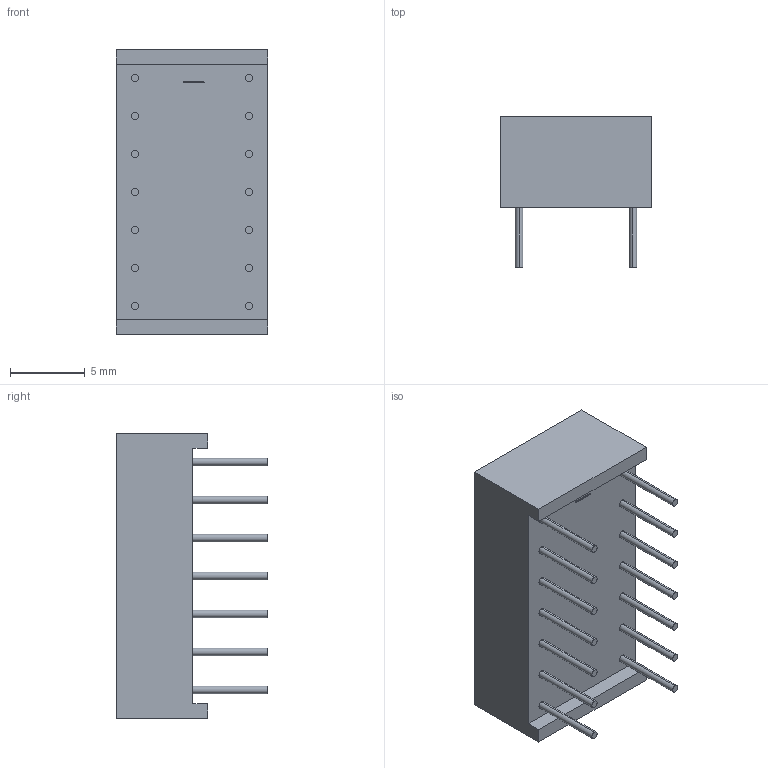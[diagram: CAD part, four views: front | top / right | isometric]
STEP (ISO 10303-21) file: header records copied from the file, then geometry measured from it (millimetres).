
FILE_DESCRIPTION (( 'STEP AP214' ), '1' );
FILE_NAME ('XDxx07.STEP', '2015-09-09T21:35:31', ( '' ), ( '' ), 'SwSTEP 2.0', 'SolidWorks 2012', '' );
FILE_SCHEMA (( 'AUTOMOTIVE_DESIGN' ));
Length unit declared in the file: millimetre
Products named in the file (1): XDxx07
Bounding box: 10.16 x 10.1 x 19.06 mm (x, y, z)
Volume: 1020.6 mm3; surface area: 843.1 mm2
Topology: 1 solids, 1 shells, 283 faces, 726 edges, 484 vertices
Faces by surface type: plane 183, bspline 68, cylinder 32
Entity records: 11812 total; most frequent: CARTESIAN_POINT 4690, ORIENTED_EDGE 1452, DIRECTION 1086, EDGE_CURVE 726, VECTOR 526, LINE 526, VERTEX_POINT 484, EDGE_LOOP 322
